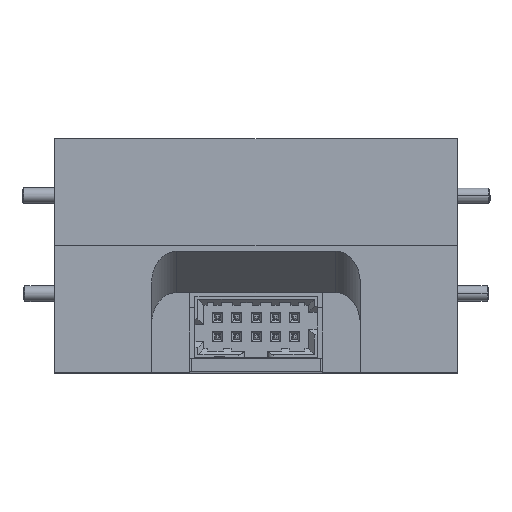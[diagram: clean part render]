
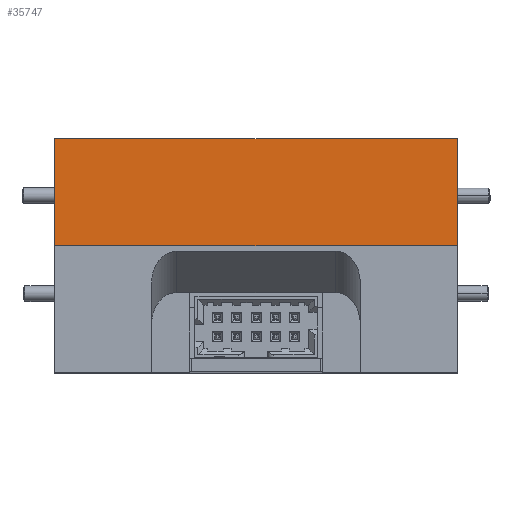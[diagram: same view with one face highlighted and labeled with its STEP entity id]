
A CAD part, top view. The second image highlights one B-rep face of the part: STEP entity #35747.
In plain terms, the highlighted planar face has unit normal (0, 0, 1).
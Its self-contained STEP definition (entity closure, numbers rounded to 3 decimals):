
#807 = LINE ( 'NONE', #8806, #34250 ) ;
#889 = CARTESIAN_POINT ( 'NONE',  ( 0.385, -17.399, 32.973 ) ) ;
#1506 = DIRECTION ( 'NONE',  ( 0., 0., 1. ) ) ;
#1507 = VERTEX_POINT ( 'NONE', #7401 ) ;
#1606 = DIRECTION ( 'NONE',  ( 0., -1., 0. ) ) ;
#2168 = LINE ( 'NONE', #37477, #28119 ) ;
#2245 = AXIS2_PLACEMENT_3D ( 'NONE', #33464, #1506, #40272 ) ;
#2752 = CARTESIAN_POINT ( 'NONE',  ( -20.443, -6.35, 32.973 ) ) ;
#2820 = DIRECTION ( 'NONE',  ( 0., -1., 0. ) ) ;
#5579 = LINE ( 'NONE', #889, #24585 ) ;
#7401 = CARTESIAN_POINT ( 'NONE',  ( 21.213, -6.35, 32.973 ) ) ;
#8050 = EDGE_CURVE ( 'NONE', #1507, #31594, #807, .T. ) ;
#8327 = PLANE ( 'NONE',  #2245 ) ;
#8806 = CARTESIAN_POINT ( 'NONE',  ( 21.213, -30.48, 32.973 ) ) ;
#16511 = EDGE_CURVE ( 'NONE', #1507, #34642, #2168, .T. ) ;
#18335 = DIRECTION ( 'NONE',  ( -1., 0., 0. ) ) ;
#18529 = ORIENTED_EDGE ( 'NONE', *, *, #16511, .T. ) ;
#19303 = FACE_OUTER_BOUND ( 'NONE', #20047, .T. ) ;
#20047 = EDGE_LOOP ( 'NONE', ( #38386, #18529, #20641, #33565 ) ) ;
#20641 = ORIENTED_EDGE ( 'NONE', *, *, #27650, .T. ) ;
#23212 = DIRECTION ( 'NONE',  ( 1., 0., 0. ) ) ;
#23887 = VECTOR ( 'NONE', #1606, 1000. ) ;
#24585 = VECTOR ( 'NONE', #23212, 1000. ) ;
#27650 = EDGE_CURVE ( 'NONE', #34642, #32451, #39852, .T. ) ;
#28119 = VECTOR ( 'NONE', #18335, 1000. ) ;
#31248 = CARTESIAN_POINT ( 'NONE',  ( 21.213, -17.399, 32.973 ) ) ;
#31594 = VERTEX_POINT ( 'NONE', #31248 ) ;
#32451 = VERTEX_POINT ( 'NONE', #33950 ) ;
#33464 = CARTESIAN_POINT ( 'NONE',  ( 0.385, -6.35, 32.973 ) ) ;
#33565 = ORIENTED_EDGE ( 'NONE', *, *, #40636, .T. ) ;
#33950 = CARTESIAN_POINT ( 'NONE',  ( -20.443, -17.399, 32.973 ) ) ;
#34250 = VECTOR ( 'NONE', #2820, 1000. ) ;
#34642 = VERTEX_POINT ( 'NONE', #2752 ) ;
#35747 = ADVANCED_FACE ( 'NONE', ( #19303 ), #8327, .T. ) ;
#36335 = CARTESIAN_POINT ( 'NONE',  ( -20.443, -6.35, 32.973 ) ) ;
#37477 = CARTESIAN_POINT ( 'NONE',  ( 0.385, -6.35, 32.973 ) ) ;
#38386 = ORIENTED_EDGE ( 'NONE', *, *, #8050, .F. ) ;
#39852 = LINE ( 'NONE', #36335, #23887 ) ;
#40272 = DIRECTION ( 'NONE',  ( 0., -1., 0. ) ) ;
#40636 = EDGE_CURVE ( 'NONE', #32451, #31594, #5579, .T. ) ;
